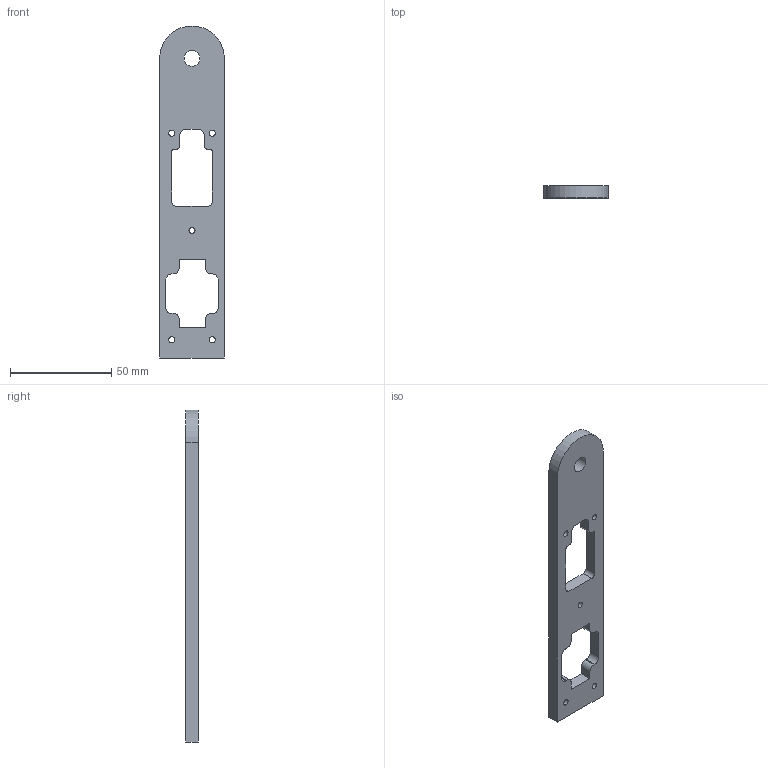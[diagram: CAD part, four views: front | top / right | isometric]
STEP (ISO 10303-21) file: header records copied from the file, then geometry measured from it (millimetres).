
FILE_DESCRIPTION(/* description */ (''),/* implementation_level */ '2;1');
FILE_NAME(/* name */ 'W201.step',/* time_stamp */ '2025-06-25T17:45:50+02:00',/* author */ (''),/* organization */ (''),/* preprocessor_version */ 'ST-DEVELOPER v20.1',/* originating_system */ 'Autodesk Translation Framework v14.10.0.0',/* authorisation */ '');
FILE_SCHEMA (('AUTOMOTIVE_DESIGN { 1 0 10303 214 3 1 1 }'));
Length unit declared in the file: millimetre
Products named in the file (1): W201
Bounding box: 32 x 6 x 164 mm (x, y, z)
Volume: 22134.3 mm3; surface area: 11386.4 mm2
Topology: 1 solids, 1 shells, 51 faces, 147 edges, 98 vertices
Faces by surface type: plane 28, cylinder 23
Full cylindrical faces by diameter (mm): 3 x5, 7.9 x1
Entity records: 1759 total; most frequent: DIRECTION 297, CARTESIAN_POINT 297, ORIENTED_EDGE 294, EDGE_CURVE 147, LINE 101, VECTOR 101, VERTEX_POINT 98, AXIS2_PLACEMENT_3D 98
